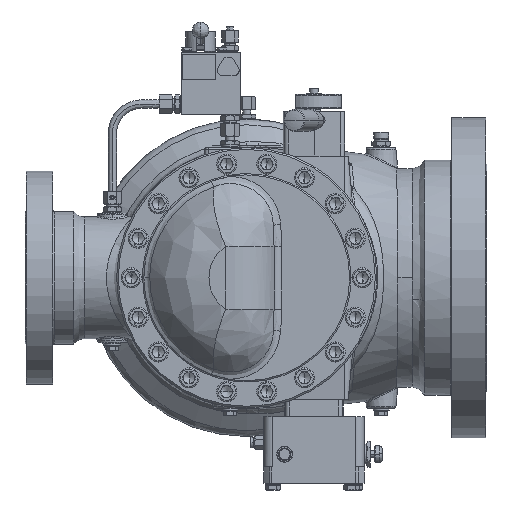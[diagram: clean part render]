
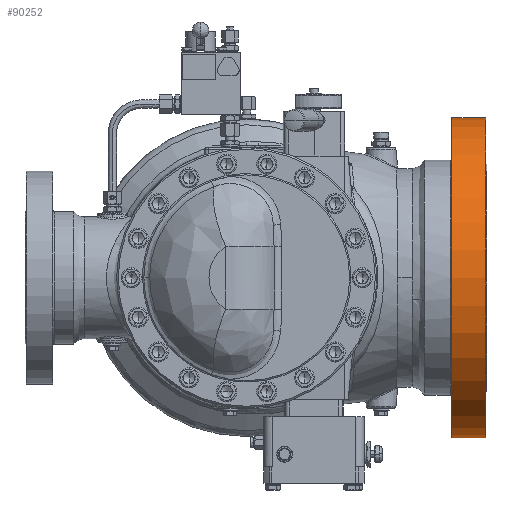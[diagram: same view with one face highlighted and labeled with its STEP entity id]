
A CAD part, front view. The second image highlights one B-rep face of the part: STEP entity #90252.
In plain terms, the highlighted cylindrical face has radius 190.5 mm (diameter 381 mm), a partial arc.
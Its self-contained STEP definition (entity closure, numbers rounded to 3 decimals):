
#4477 = CARTESIAN_POINT ( 'NONE',  ( 284.4, 0., 190.5 ) ) ;
#5793 = VERTEX_POINT ( 'NONE', #13370 ) ;
#6759 = CARTESIAN_POINT ( 'NONE',  ( -265., 0., 190.5 ) ) ;
#7974 = ORIENTED_EDGE ( 'NONE', *, *, #81830, .T. ) ;
#11110 = CIRCLE ( 'NONE', #84038, 190.5 ) ;
#13370 = CARTESIAN_POINT ( 'NONE',  ( 244., 0., 190.5 ) ) ;
#13594 = DIRECTION ( 'NONE',  ( 0., 0., 1. ) ) ;
#25162 = CIRCLE ( 'NONE', #61529, 190.5 ) ;
#25512 = DIRECTION ( 'NONE',  ( -1., 0., 0. ) ) ;
#27503 = ORIENTED_EDGE ( 'NONE', *, *, #51893, .T. ) ;
#36298 = DIRECTION ( 'NONE',  ( -1., 0., 0. ) ) ;
#46215 = EDGE_CURVE ( 'NONE', #65658, #59306, #68594, .T. ) ;
#46675 = DIRECTION ( 'NONE',  ( 1., 0., 0. ) ) ;
#51893 = EDGE_CURVE ( 'NONE', #5793, #59306, #25162, .T. ) ;
#55063 = AXIS2_PLACEMENT_3D ( 'NONE', #76339, #108244, #13594 ) ;
#58724 = VECTOR ( 'NONE', #25512, 1000. ) ;
#59103 = ORIENTED_EDGE ( 'NONE', *, *, #89557, .T. ) ;
#59306 = VERTEX_POINT ( 'NONE', #125661 ) ;
#61529 = AXIS2_PLACEMENT_3D ( 'NONE', #109868, #46675, #120491 ) ;
#64603 = FACE_OUTER_BOUND ( 'NONE', #109436, .T. ) ;
#65658 = VERTEX_POINT ( 'NONE', #85851 ) ;
#68594 = LINE ( 'NONE', #78079, #58724 ) ;
#76339 = CARTESIAN_POINT ( 'NONE',  ( -265., 0., 0. ) ) ;
#78079 = CARTESIAN_POINT ( 'NONE',  ( -265., 0., -190.5 ) ) ;
#79477 = CYLINDRICAL_SURFACE ( 'NONE', #55063, 190.5 ) ;
#81830 = EDGE_CURVE ( 'NONE', #65658, #110343, #11110, .T. ) ;
#82438 = DIRECTION ( 'NONE',  ( -1., 0., 0. ) ) ;
#84038 = AXIS2_PLACEMENT_3D ( 'NONE', #99518, #36298, #110108 ) ;
#85851 = CARTESIAN_POINT ( 'NONE',  ( 284.4, 0., -190.5 ) ) ;
#86518 = VECTOR ( 'NONE', #82438, 1000. ) ;
#89557 = EDGE_CURVE ( 'NONE', #110343, #5793, #107963, .T. ) ;
#90252 = ADVANCED_FACE ( 'NONE', ( #64603 ), #79477, .T. ) ;
#99518 = CARTESIAN_POINT ( 'NONE',  ( 284.4, 0., 0. ) ) ;
#101225 = ORIENTED_EDGE ( 'NONE', *, *, #46215, .F. ) ;
#107963 = LINE ( 'NONE', #6759, #86518 ) ;
#108244 = DIRECTION ( 'NONE',  ( -1., 0., 0. ) ) ;
#109436 = EDGE_LOOP ( 'NONE', ( #101225, #7974, #59103, #27503 ) ) ;
#109868 = CARTESIAN_POINT ( 'NONE',  ( 244., 0., 0. ) ) ;
#110108 = DIRECTION ( 'NONE',  ( 0., 0., 1. ) ) ;
#110343 = VERTEX_POINT ( 'NONE', #4477 ) ;
#120491 = DIRECTION ( 'NONE',  ( 0., 0., 1. ) ) ;
#125661 = CARTESIAN_POINT ( 'NONE',  ( 244., 0., -190.5 ) ) ;
